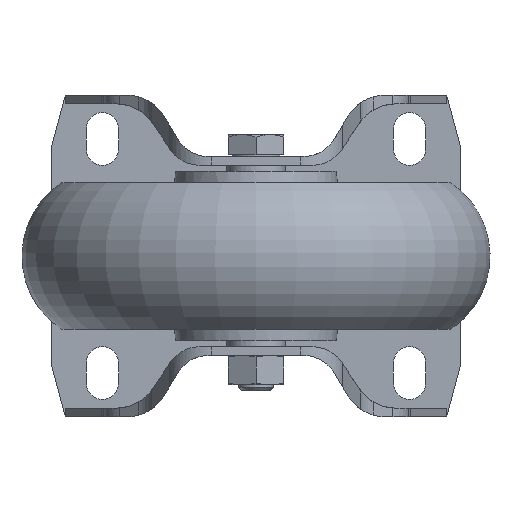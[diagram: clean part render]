
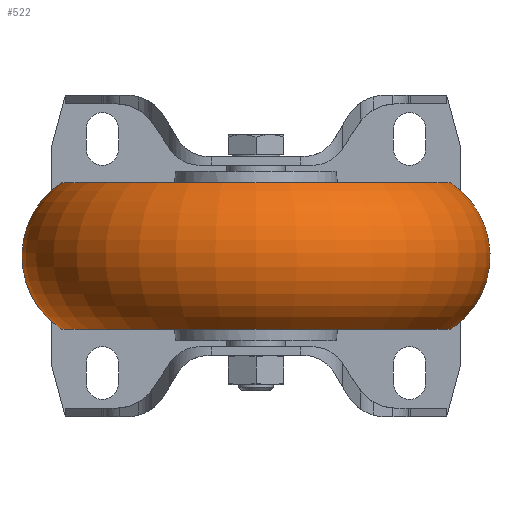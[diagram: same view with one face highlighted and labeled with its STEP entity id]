
A CAD part, front view. The second image highlights one B-rep face of the part: STEP entity #522.
In plain terms, the highlighted toroidal (fillet/blend) face has major radius 50 mm and minor radius 30 mm.
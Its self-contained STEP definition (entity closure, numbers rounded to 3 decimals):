
#522 = ADVANCED_FACE( '', ( #1262, #1263, #1264 ), #1265, .T. );
#1262 = FACE_BOUND( '', #2347, .T. );
#1263 = FACE_OUTER_BOUND( '', #2348, .T. );
#1264 = FACE_OUTER_BOUND( '', #2349, .T. );
#1265 = TOROIDAL_SURFACE( '', #2350, 50., 30. );
#2347 = VERTEX_LOOP( '', #3580 );
#2348 = EDGE_LOOP( '', ( #3581 ) );
#2349 = EDGE_LOOP( '', ( #3582 ) );
#2350 = AXIS2_PLACEMENT_3D( '', #3583, #3584, #3585 );
#3580 = VERTEX_POINT( '', #6518 );
#3581 = ORIENTED_EDGE( '', *, *, #6519, .T. );
#3582 = ORIENTED_EDGE( '', *, *, #6520, .F. );
#3583 = CARTESIAN_POINT( '', ( 0., 0., 0. ) );
#3584 = DIRECTION( '', ( 0., 0., 1. ) );
#3585 = DIRECTION( '', ( 1., 0., 0. ) );
#6518 = CARTESIAN_POINT( '', ( 80., 0., 0. ) );
#6519 = EDGE_CURVE( '', #7758, #7758, #7759, .T. );
#6520 = EDGE_CURVE( '', #7760, #7760, #7761, .T. );
#7758 = VERTEX_POINT( '', #9577 );
#7759 = CIRCLE( '', #9578, 66.583 );
#7760 = VERTEX_POINT( '', #9579 );
#7761 = CIRCLE( '', #9580, 66.583 );
#9577 = CARTESIAN_POINT( '', ( 66.583, 0., -25. ) );
#9578 = AXIS2_PLACEMENT_3D( '', #12280, #12281, #12282 );
#9579 = CARTESIAN_POINT( '', ( 66.583, 0., 25. ) );
#9580 = AXIS2_PLACEMENT_3D( '', #12283, #12284, #12285 );
#12280 = CARTESIAN_POINT( '', ( 0., 0., -25. ) );
#12281 = DIRECTION( '', ( 0., 0., 1. ) );
#12282 = DIRECTION( '', ( 1., 0., 0. ) );
#12283 = CARTESIAN_POINT( '', ( 0., 0., 25. ) );
#12284 = DIRECTION( '', ( 0., 0., 1. ) );
#12285 = DIRECTION( '', ( 1., 0., 0. ) );
